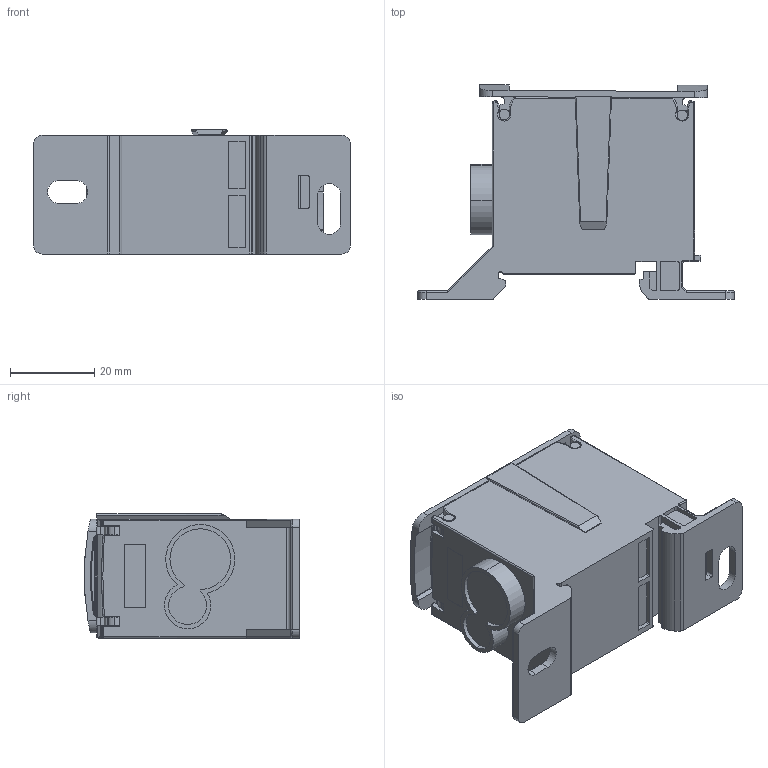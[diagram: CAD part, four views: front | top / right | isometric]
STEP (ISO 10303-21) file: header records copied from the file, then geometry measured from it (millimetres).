
FILE_DESCRIPTION (( 'STEP AP203' ), '1' );
FILE_NAME ('GPB2-115P1-6L.step', '2024-08-05T18:16:48', ( '' ), ( '' ), 'SwSTEP 2.0', 'SolidWorks 2023', '' );
FILE_SCHEMA (( 'CONFIG_CONTROL_DESIGN' ));
Length unit declared in the file: inch
Products named in the file (1): GPB2-115P1-6L
Bounding box: 75 x 50.93 x 29.4 mm (x, y, z)
Volume: 61469.5 mm3; surface area: 14848.8 mm2
Topology: 1 solids, 1 shells, 469 faces, 1281 edges, 800 vertices
Faces by surface type: cylinder 228, plane 171, bspline 67, torus 3
Entity records: 16762 total; most frequent: CARTESIAN_POINT 5273, ORIENTED_EDGE 2518, DIRECTION 2292, EDGE_CURVE 1259, AXIS2_PLACEMENT_3D 816, VERTEX_POINT 800, VECTOR 660, LINE 660
